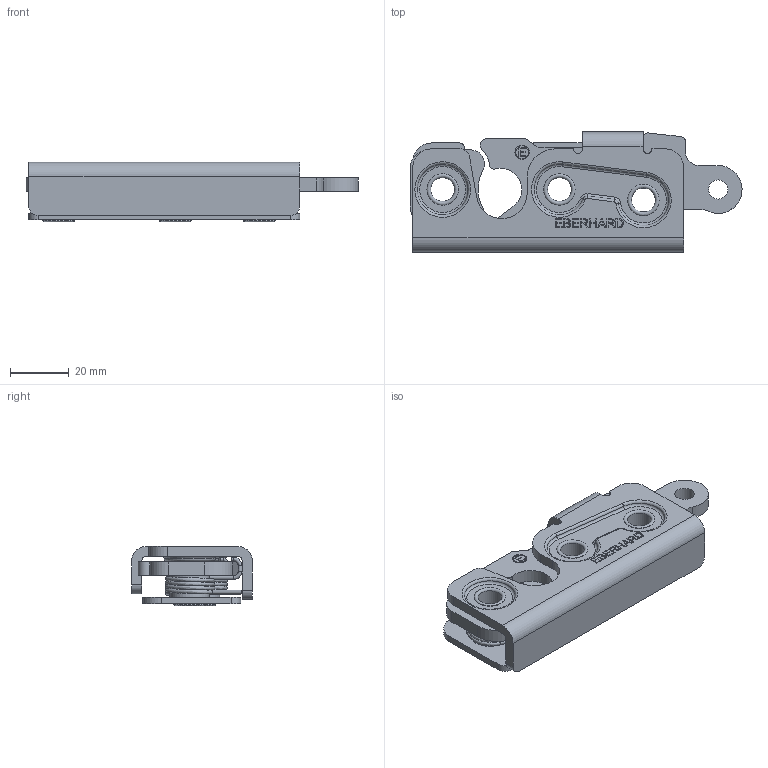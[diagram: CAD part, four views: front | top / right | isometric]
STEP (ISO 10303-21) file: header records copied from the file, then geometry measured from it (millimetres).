
FILE_DESCRIPTION(/* description */ ('','CAx-IF Rec.Pracs.---Representation and Presentation of Product Manufacturing Information (PMI)---4.0---2014-10-13'),/* implementation_level */ '2;1');
FILE_NAME(/* name */ '20X-17400-SSR.stp',/* time_stamp */ '2022-02-01T08:30:11-05:00',/* author */ ('kbraun'),/* organization */ ('Eberhard Manufacturing Company'),/* preprocessor_version */ 'ST-DEVELOPER v18.1',/* originating_system */ 'Autodesk Inventor 2020',/* authorisation */ '');
FILE_SCHEMA (('AP242_MANAGED_MODEL_BASED_3D_ENGINEERING_MIM_LF { 1 0 10303 442 1 1 4 }'));
Length unit declared in the file: inch
Products named in the file (1): Part4
Bounding box: 112.97 x 41 x 20.18 mm (x, y, z)
Volume: 32912.9 mm3; surface area: 28417.9 mm2
Topology: 5 solids, 5 shells, 550 faces, 1431 edges, 950 vertices
Faces by surface type: plane 226, bspline 169, cylinder 118, torus 31, cone 6
Full cylindrical faces by diameter (mm): 1.219 x7, 1.321 x4, 4.318 x2, 4.826 x2, 6.528 x1, 8.115 x3, 9.842 x6, 10.033 x6, 10.16 x6, 11.367 x3, 11.748 x3, 13.335 x3
Entity records: 20860 total; most frequent: CARTESIAN_POINT 7444, ORIENTED_EDGE 2862, DIRECTION 2233, EDGE_CURVE 1431, VERTEX_POINT 950, LINE 749, VECTOR 749, AXIS2_PLACEMENT_3D 742
